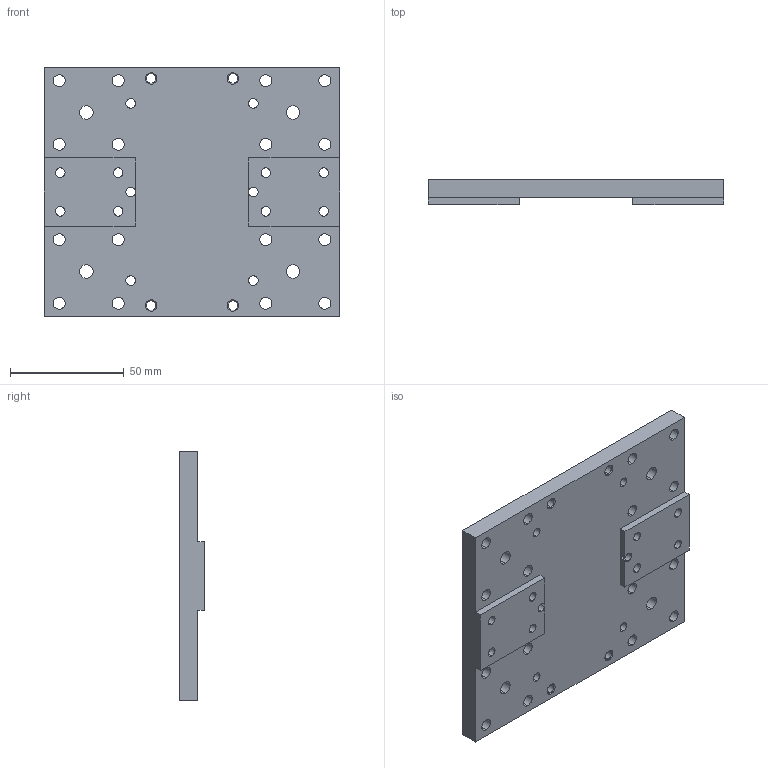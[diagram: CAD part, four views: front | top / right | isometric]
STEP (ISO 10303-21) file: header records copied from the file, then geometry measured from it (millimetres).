
FILE_DESCRIPTION (( 'STEP AP214' ), '1' );
FILE_NAME ('XW-USI-030-A-platine-chariot-X.STEP', '2020-09-16T12:06:02', ( '' ), ( '' ), 'SwSTEP 2.0', 'SolidWorks 2016', '' );
FILE_SCHEMA (( 'AUTOMOTIVE_DESIGN' ));
Length unit declared in the file: millimetre
Products named in the file (1): XW-USI-030-A-platine-chariot-X
Bounding box: 130 x 11 x 110 mm (x, y, z)
Volume: 114083.2 mm3; surface area: 36511.5 mm2
Topology: 1 solids, 1 shells, 148 faces, 388 edges, 240 vertices
Faces by surface type: cylinder 76, cone 56, plane 16
Entity records: 5002 total; most frequent: DIRECTION 898, CARTESIAN_POINT 777, ORIENTED_EDGE 776, EDGE_CURVE 388, AXIS2_PLACEMENT_3D 361, VERTEX_POINT 240, EDGE_LOOP 222, CIRCLE 212
